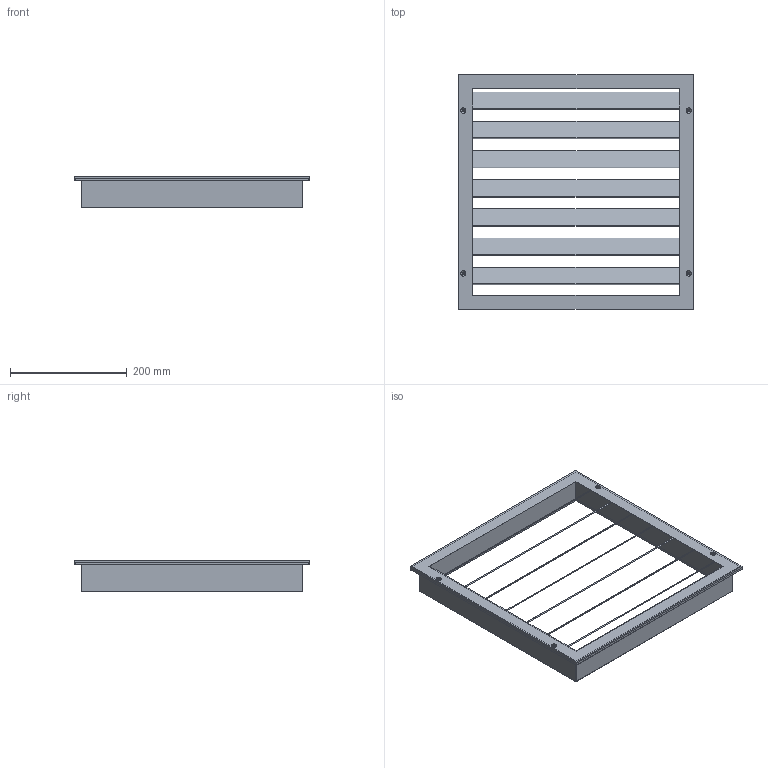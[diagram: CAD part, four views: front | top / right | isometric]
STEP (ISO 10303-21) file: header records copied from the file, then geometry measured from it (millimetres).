
FILE_DESCRIPTION (( 'STEP AP214' ), '1' );
FILE_NAME ('MLA-35.STEP', '2022-10-12T16:41:48', ( '' ), ( '' ), 'SwSTEP 2.0', 'SolidWorks 2021', '' );
FILE_SCHEMA (( 'AUTOMOTIVE_DESIGN' ));
Length unit declared in the file: millimetre
Products named in the file (1): MLA-35
Bounding box: 402 x 402 x 52 mm (x, y, z)
Volume: 361754.4 mm3; surface area: 577728.9 mm2
Topology: 2 solids, 2 shells, 123 faces, 353 edges, 224 vertices
Faces by surface type: plane 62, cylinder 45, cone 16
Entity records: 4150 total; most frequent: CARTESIAN_POINT 729, DIRECTION 721, ORIENTED_EDGE 706, EDGE_CURVE 353, AXIS2_PLACEMENT_3D 248, LINE 225, VECTOR 225, VERTEX_POINT 224
